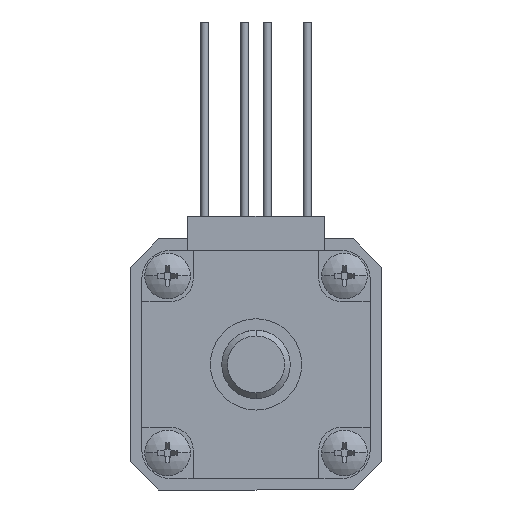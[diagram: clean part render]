
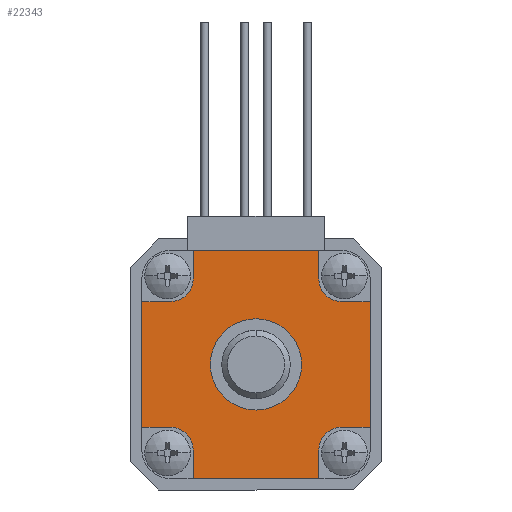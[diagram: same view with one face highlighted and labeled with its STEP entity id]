
A CAD part, front view. The second image highlights one B-rep face of the part: STEP entity #22343.
In plain terms, the highlighted planar face has unit normal (0, -1, 0).
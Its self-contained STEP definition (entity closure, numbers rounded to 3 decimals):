
#8 = VERTEX_POINT ( 'NONE', #503 ) ;
#50 = VERTEX_POINT ( 'NONE', #13336 ) ;
#124 = EDGE_CURVE ( 'NONE', #19386, #16105, #15196, .T. ) ;
#263 = DIRECTION ( 'NONE',  ( 0., 0., -1. ) ) ;
#308 = EDGE_CURVE ( 'NONE', #6466, #16625, #2114, .T. ) ;
#503 = CARTESIAN_POINT ( 'NONE',  ( 7.5, 0., 5.5 ) ) ;
#613 = EDGE_LOOP ( 'NONE', ( #22922, #925, #19558, #2502, #4817, #10977, #18545, #22380, #13509, #1032, #8574, #21104, #769, #2736, #2049, #19416 ) ) ;
#769 = ORIENTED_EDGE ( 'NONE', *, *, #10678, .T. ) ;
#834 = CARTESIAN_POINT ( 'NONE',  ( 5.5, 0., -7.5 ) ) ;
#868 = ORIENTED_EDGE ( 'NONE', *, *, #2035, .T. ) ;
#925 = ORIENTED_EDGE ( 'NONE', *, *, #4025, .T. ) ;
#937 = AXIS2_PLACEMENT_3D ( 'NONE', #11680, #6239, #6582 ) ;
#938 = VECTOR ( 'NONE', #12950, 1000. ) ;
#1032 = ORIENTED_EDGE ( 'NONE', *, *, #8756, .T. ) ;
#1204 = EDGE_CURVE ( 'NONE', #13782, #17725, #16708, .T. ) ;
#1930 = EDGE_CURVE ( 'NONE', #13782, #5100, #2729, .T. ) ;
#2001 = CARTESIAN_POINT ( 'NONE',  ( 10., 0., -5.5 ) ) ;
#2035 = EDGE_CURVE ( 'NONE', #13613, #5947, #7455, .T. ) ;
#2049 = ORIENTED_EDGE ( 'NONE', *, *, #11294, .T. ) ;
#2114 = LINE ( 'NONE', #21584, #10561 ) ;
#2211 = EDGE_CURVE ( 'NONE', #5947, #13613, #3407, .T. ) ;
#2502 = ORIENTED_EDGE ( 'NONE', *, *, #17920, .F. ) ;
#2667 = DIRECTION ( 'NONE',  ( 0., 1., 0. ) ) ;
#2729 = LINE ( 'NONE', #9779, #8192 ) ;
#2736 = ORIENTED_EDGE ( 'NONE', *, *, #11672, .T. ) ;
#3001 = VECTOR ( 'NONE', #21180, 1000. ) ;
#3071 = DIRECTION ( 'NONE',  ( -1., 0., 0. ) ) ;
#3213 = CIRCLE ( 'NONE', #15023, 2. ) ;
#3298 = DIRECTION ( 'NONE',  ( 0., 1., 0. ) ) ;
#3407 = CIRCLE ( 'NONE', #9314, 4. ) ;
#3556 = CARTESIAN_POINT ( 'NONE',  ( -5.5, 0., -7.5 ) ) ;
#3678 = LINE ( 'NONE', #17585, #3001 ) ;
#3715 = CARTESIAN_POINT ( 'NONE',  ( 7.5, 0., -5.5 ) ) ;
#3776 = AXIS2_PLACEMENT_3D ( 'NONE', #19396, #10576, #8953 ) ;
#4025 = EDGE_CURVE ( 'NONE', #21618, #6466, #9800, .T. ) ;
#4442 = DIRECTION ( 'NONE',  ( 0., 0., 1. ) ) ;
#4656 = CARTESIAN_POINT ( 'NONE',  ( 5.5, 0., 10. ) ) ;
#4817 = ORIENTED_EDGE ( 'NONE', *, *, #6711, .T. ) ;
#5100 = VERTEX_POINT ( 'NONE', #7302 ) ;
#5411 = VECTOR ( 'NONE', #13986, 1000. ) ;
#5576 = CARTESIAN_POINT ( 'NONE',  ( 5.5, 0., -10. ) ) ;
#5947 = VERTEX_POINT ( 'NONE', #18209 ) ;
#6010 = CIRCLE ( 'NONE', #3776, 2. ) ;
#6038 = CARTESIAN_POINT ( 'NONE',  ( 7.5, 0., 7.5 ) ) ;
#6194 = CARTESIAN_POINT ( 'NONE',  ( -10., 0., -5.5 ) ) ;
#6239 = DIRECTION ( 'NONE',  ( 0., 1., 0. ) ) ;
#6416 = CARTESIAN_POINT ( 'NONE',  ( 10., 0., -5.5 ) ) ;
#6466 = VERTEX_POINT ( 'NONE', #18289 ) ;
#6582 = DIRECTION ( 'NONE',  ( 0., 0., 1. ) ) ;
#6684 = VERTEX_POINT ( 'NONE', #12585 ) ;
#6711 = EDGE_CURVE ( 'NONE', #15851, #50, #3678, .T. ) ;
#6728 = AXIS2_PLACEMENT_3D ( 'NONE', #10599, #3298, #13824 ) ;
#7170 = DIRECTION ( 'NONE',  ( 1., 0., 0. ) ) ;
#7180 = LINE ( 'NONE', #12595, #5411 ) ;
#7257 = VECTOR ( 'NONE', #13456, 1000. ) ;
#7295 = PLANE ( 'NONE',  #20029 ) ;
#7302 = CARTESIAN_POINT ( 'NONE',  ( -5.5, 0., -10. ) ) ;
#7455 = CIRCLE ( 'NONE', #6728, 4. ) ;
#7684 = CARTESIAN_POINT ( 'NONE',  ( 0., 0., 0. ) ) ;
#7775 = VECTOR ( 'NONE', #4442, 1000. ) ;
#8192 = VECTOR ( 'NONE', #3071, 1000. ) ;
#8275 = CARTESIAN_POINT ( 'NONE',  ( 5.5, 0., -7.5 ) ) ;
#8380 = CARTESIAN_POINT ( 'NONE',  ( -5.5, 0., 10. ) ) ;
#8574 = ORIENTED_EDGE ( 'NONE', *, *, #124, .T. ) ;
#8588 = CARTESIAN_POINT ( 'NONE',  ( 5.5, 0., 7.5 ) ) ;
#8756 = EDGE_CURVE ( 'NONE', #17725, #19386, #6010, .T. ) ;
#8953 = DIRECTION ( 'NONE',  ( 0., 0., 1. ) ) ;
#9193 = EDGE_CURVE ( 'NONE', #16043, #22166, #11080, .T. ) ;
#9314 = AXIS2_PLACEMENT_3D ( 'NONE', #7684, #14734, #21820 ) ;
#9751 = CARTESIAN_POINT ( 'NONE',  ( -5.5, 0., 7.5 ) ) ;
#9779 = CARTESIAN_POINT ( 'NONE',  ( -7.5, 0., -10. ) ) ;
#9800 = CIRCLE ( 'NONE', #937, 2. ) ;
#10561 = VECTOR ( 'NONE', #12532, 1000. ) ;
#10576 = DIRECTION ( 'NONE',  ( 0., 1., 0. ) ) ;
#10599 = CARTESIAN_POINT ( 'NONE',  ( 0., 0., 0. ) ) ;
#10678 = EDGE_CURVE ( 'NONE', #6684, #8, #7180, .T. ) ;
#10977 = ORIENTED_EDGE ( 'NONE', *, *, #21315, .T. ) ;
#10994 = CARTESIAN_POINT ( 'NONE',  ( -7.5, 0., 7.5 ) ) ;
#11040 = CARTESIAN_POINT ( 'NONE',  ( 10., 0., 7.5 ) ) ;
#11080 = LINE ( 'NONE', #18150, #11553 ) ;
#11294 = EDGE_CURVE ( 'NONE', #11625, #22166, #22613, .T. ) ;
#11553 = VECTOR ( 'NONE', #7170, 1000. ) ;
#11567 = VECTOR ( 'NONE', #17476, 1000. ) ;
#11625 = VERTEX_POINT ( 'NONE', #16443 ) ;
#11672 = EDGE_CURVE ( 'NONE', #8, #11625, #3213, .T. ) ;
#11680 = CARTESIAN_POINT ( 'NONE',  ( -7.5, 0., 7.5 ) ) ;
#11903 = LINE ( 'NONE', #20843, #11567 ) ;
#12225 = AXIS2_PLACEMENT_3D ( 'NONE', #13276, #14040, #21128 ) ;
#12379 = FACE_OUTER_BOUND ( 'NONE', #613, .T. ) ;
#12454 = EDGE_LOOP ( 'NONE', ( #868, #16662 ) ) ;
#12491 = FACE_BOUND ( 'NONE', #12454, .T. ) ;
#12532 = DIRECTION ( 'NONE',  ( -1., 0., 0. ) ) ;
#12585 = CARTESIAN_POINT ( 'NONE',  ( 10., 0., 5.5 ) ) ;
#12595 = CARTESIAN_POINT ( 'NONE',  ( 10., 0., 5.5 ) ) ;
#12950 = DIRECTION ( 'NONE',  ( 0., 0., 1. ) ) ;
#13161 = VECTOR ( 'NONE', #22508, 1000. ) ;
#13276 = CARTESIAN_POINT ( 'NONE',  ( -7.5, 0., -7.5 ) ) ;
#13336 = CARTESIAN_POINT ( 'NONE',  ( -7.5, 0., -5.5 ) ) ;
#13456 = DIRECTION ( 'NONE',  ( 1., 0., 0. ) ) ;
#13509 = ORIENTED_EDGE ( 'NONE', *, *, #1204, .T. ) ;
#13613 = VERTEX_POINT ( 'NONE', #17274 ) ;
#13636 = VECTOR ( 'NONE', #263, 1000. ) ;
#13782 = VERTEX_POINT ( 'NONE', #5576 ) ;
#13824 = DIRECTION ( 'NONE',  ( 0., 0., 1. ) ) ;
#13986 = DIRECTION ( 'NONE',  ( -1., 0., 0. ) ) ;
#14040 = DIRECTION ( 'NONE',  ( 0., 1., 0. ) ) ;
#14058 = EDGE_CURVE ( 'NONE', #16043, #21618, #11903, .T. ) ;
#14220 = DIRECTION ( 'NONE',  ( 0., 0., 1. ) ) ;
#14734 = DIRECTION ( 'NONE',  ( 0., 1., 0. ) ) ;
#14810 = CIRCLE ( 'NONE', #12225, 2. ) ;
#15023 = AXIS2_PLACEMENT_3D ( 'NONE', #6038, #2667, #22016 ) ;
#15196 = LINE ( 'NONE', #6416, #7257 ) ;
#15652 = CARTESIAN_POINT ( 'NONE',  ( -10., 0., 5.5 ) ) ;
#15851 = VERTEX_POINT ( 'NONE', #6194 ) ;
#16043 = VERTEX_POINT ( 'NONE', #8380 ) ;
#16105 = VERTEX_POINT ( 'NONE', #2001 ) ;
#16142 = LINE ( 'NONE', #11040, #13636 ) ;
#16198 = DIRECTION ( 'NONE',  ( 0., 1., 0. ) ) ;
#16443 = CARTESIAN_POINT ( 'NONE',  ( 5.5, 0., 7.5 ) ) ;
#16625 = VERTEX_POINT ( 'NONE', #15652 ) ;
#16662 = ORIENTED_EDGE ( 'NONE', *, *, #2211, .T. ) ;
#16708 = LINE ( 'NONE', #834, #7775 ) ;
#17274 = CARTESIAN_POINT ( 'NONE',  ( 0., 0., -4. ) ) ;
#17476 = DIRECTION ( 'NONE',  ( 0., 0., -1. ) ) ;
#17585 = CARTESIAN_POINT ( 'NONE',  ( -10., 0., -5.5 ) ) ;
#17725 = VERTEX_POINT ( 'NONE', #8275 ) ;
#17920 = EDGE_CURVE ( 'NONE', #15851, #16625, #22124, .T. ) ;
#18150 = CARTESIAN_POINT ( 'NONE',  ( -7.5, 0., 10. ) ) ;
#18209 = CARTESIAN_POINT ( 'NONE',  ( 0., 0., 4. ) ) ;
#18226 = CARTESIAN_POINT ( 'NONE',  ( -5.5, 0., -7.5 ) ) ;
#18289 = CARTESIAN_POINT ( 'NONE',  ( -7.5, 0., 5.5 ) ) ;
#18521 = VERTEX_POINT ( 'NONE', #3556 ) ;
#18545 = ORIENTED_EDGE ( 'NONE', *, *, #19065, .T. ) ;
#19065 = EDGE_CURVE ( 'NONE', #18521, #5100, #21710, .T. ) ;
#19386 = VERTEX_POINT ( 'NONE', #3715 ) ;
#19396 = CARTESIAN_POINT ( 'NONE',  ( 7.5, 0., -7.5 ) ) ;
#19416 = ORIENTED_EDGE ( 'NONE', *, *, #9193, .F. ) ;
#19553 = VECTOR ( 'NONE', #21475, 1000. ) ;
#19558 = ORIENTED_EDGE ( 'NONE', *, *, #308, .T. ) ;
#20029 = AXIS2_PLACEMENT_3D ( 'NONE', #10994, #16198, #14220 ) ;
#20157 = CARTESIAN_POINT ( 'NONE',  ( -10., 0., 7.5 ) ) ;
#20224 = EDGE_CURVE ( 'NONE', #6684, #16105, #16142, .T. ) ;
#20843 = CARTESIAN_POINT ( 'NONE',  ( -5.5, 0., 7.5 ) ) ;
#21104 = ORIENTED_EDGE ( 'NONE', *, *, #20224, .F. ) ;
#21128 = DIRECTION ( 'NONE',  ( 0., 0., -1. ) ) ;
#21180 = DIRECTION ( 'NONE',  ( 1., 0., 0. ) ) ;
#21315 = EDGE_CURVE ( 'NONE', #50, #18521, #14810, .T. ) ;
#21475 = DIRECTION ( 'NONE',  ( 0., 0., -1. ) ) ;
#21584 = CARTESIAN_POINT ( 'NONE',  ( -10., 0., 5.5 ) ) ;
#21618 = VERTEX_POINT ( 'NONE', #9751 ) ;
#21710 = LINE ( 'NONE', #18226, #19553 ) ;
#21820 = DIRECTION ( 'NONE',  ( 0., 0., 1. ) ) ;
#22016 = DIRECTION ( 'NONE',  ( 0., 0., -1. ) ) ;
#22124 = LINE ( 'NONE', #20157, #938 ) ;
#22166 = VERTEX_POINT ( 'NONE', #4656 ) ;
#22343 = ADVANCED_FACE ( 'NONE', ( #12491, #12379 ), #7295, .F. ) ;
#22380 = ORIENTED_EDGE ( 'NONE', *, *, #1930, .F. ) ;
#22508 = DIRECTION ( 'NONE',  ( 0., 0., 1. ) ) ;
#22613 = LINE ( 'NONE', #8588, #13161 ) ;
#22922 = ORIENTED_EDGE ( 'NONE', *, *, #14058, .T. ) ;
